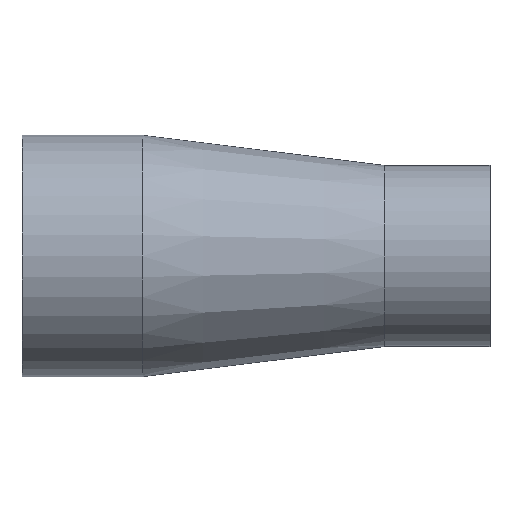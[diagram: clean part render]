
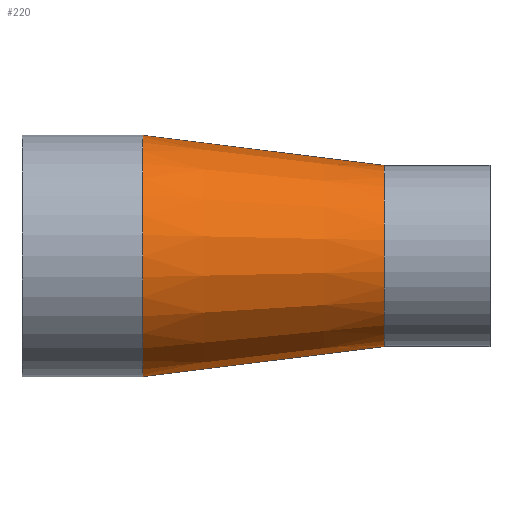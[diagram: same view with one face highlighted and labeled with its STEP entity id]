
A CAD part, left-side view. The second image highlights one B-rep face of the part: STEP entity #220.
In plain terms, the highlighted conical face has half-angle 7.125 degrees and reference radius 38.1 mm.
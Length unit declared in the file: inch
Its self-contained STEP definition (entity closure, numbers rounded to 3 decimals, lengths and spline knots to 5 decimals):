
#16 = CARTESIAN_POINT ( 'NONE',  ( 0., 0., 0. ) ) ;
#23 = CARTESIAN_POINT ( 'NONE',  ( 0., 4., 2. ) ) ;
#54 = AXIS2_PLACEMENT_3D ( 'NONE', #16, #122, #160 ) ;
#57 = DIRECTION ( 'NONE',  ( 0., -1., 0. ) ) ;
#61 = ORIENTED_EDGE ( 'NONE', *, *, #214, .F. ) ;
#83 = DIRECTION ( 'NONE',  ( 0., 0., -1. ) ) ;
#88 = DIRECTION ( 'NONE',  ( 0., 0.992, -0.124 ) ) ;
#101 = FACE_OUTER_BOUND ( 'NONE', #414, .T. ) ;
#112 = CONICAL_SURFACE ( 'NONE', #54, 1.5, 0.124 ) ;
#122 = DIRECTION ( 'NONE',  ( 0., 1., 0. ) ) ;
#124 = VECTOR ( 'NONE', #286, 39.37008 ) ;
#145 = ORIENTED_EDGE ( 'NONE', *, *, #231, .F. ) ;
#154 = VERTEX_POINT ( 'NONE', #239 ) ;
#160 = DIRECTION ( 'NONE',  ( 0., 0., 1. ) ) ;
#163 = CARTESIAN_POINT ( 'NONE',  ( 0., 0., -1.5 ) ) ;
#174 = CIRCLE ( 'NONE', #416, 1.5 ) ;
#175 = VERTEX_POINT ( 'NONE', #430 ) ;
#180 = ORIENTED_EDGE ( 'NONE', *, *, #449, .T. ) ;
#214 = EDGE_CURVE ( 'NONE', #175, #154, #174, .T. ) ;
#220 = ADVANCED_FACE ( 'NONE', ( #101 ), #112, .T. ) ;
#226 = VERTEX_POINT ( 'NONE', #396 ) ;
#231 = EDGE_CURVE ( 'NONE', #154, #226, #444, .T. ) ;
#239 = CARTESIAN_POINT ( 'NONE',  ( 0., 0., -1.5 ) ) ;
#241 = VECTOR ( 'NONE', #88, 39.37008 ) ;
#242 = CARTESIAN_POINT ( 'NONE',  ( 0., 4., 0. ) ) ;
#270 = EDGE_CURVE ( 'NONE', #226, #306, #275, .T. ) ;
#275 = CIRCLE ( 'NONE', #379, 2. ) ;
#278 = DIRECTION ( 'NONE',  ( 0., 0., 1. ) ) ;
#284 = DIRECTION ( 'NONE',  ( 0., 1., 0. ) ) ;
#286 = DIRECTION ( 'NONE',  ( 0., 0.992, 0.124 ) ) ;
#306 = VERTEX_POINT ( 'NONE', #23 ) ;
#314 = CARTESIAN_POINT ( 'NONE',  ( 0., 0., 0. ) ) ;
#379 = AXIS2_PLACEMENT_3D ( 'NONE', #242, #284, #278 ) ;
#396 = CARTESIAN_POINT ( 'NONE',  ( 0., 4., -2. ) ) ;
#409 = LINE ( 'NONE', #437, #124 ) ;
#414 = EDGE_LOOP ( 'NONE', ( #145, #61, #180, #476 ) ) ;
#416 = AXIS2_PLACEMENT_3D ( 'NONE', #314, #57, #83 ) ;
#430 = CARTESIAN_POINT ( 'NONE',  ( 0., 0., 1.5 ) ) ;
#437 = CARTESIAN_POINT ( 'NONE',  ( 0., 0., 1.5 ) ) ;
#444 = LINE ( 'NONE', #163, #241 ) ;
#449 = EDGE_CURVE ( 'NONE', #175, #306, #409, .T. ) ;
#476 = ORIENTED_EDGE ( 'NONE', *, *, #270, .F. ) ;
